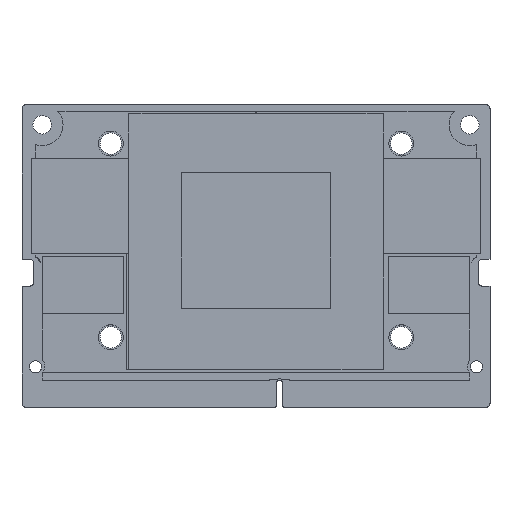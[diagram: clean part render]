
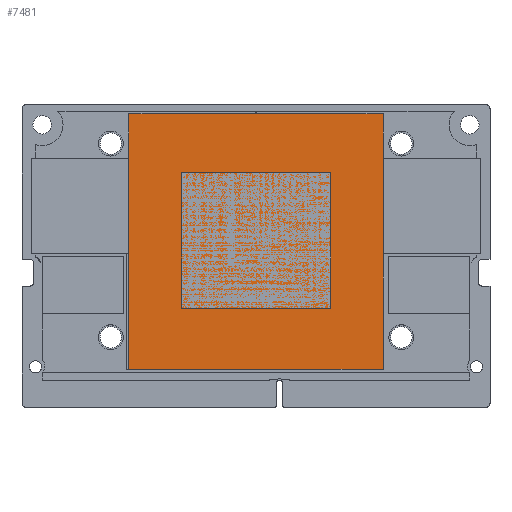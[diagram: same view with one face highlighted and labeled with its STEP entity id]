
A CAD part, top view. The second image highlights one B-rep face of the part: STEP entity #7481.
In plain terms, the highlighted planar face has unit normal (0, 0, 1).
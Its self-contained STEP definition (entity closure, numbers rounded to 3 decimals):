
#7354=DIRECTION('',(0.,1.,0.));
#7355=VECTOR('',#7354,38.01);
#7356=CARTESIAN_POINT('',(51.7,-0.35,3.826));
#7357=LINE('',#7356,#7355);
#7361=DIRECTION('',(1.,0.,0.));
#7362=VECTOR('',#7361,37.8);
#7363=CARTESIAN_POINT('',(13.9,-0.35,3.826));
#7364=LINE('',#7363,#7362);
#7368=DIRECTION('',(0.,-1.,0.));
#7369=VECTOR('',#7368,38.01);
#7370=CARTESIAN_POINT('',(13.9,37.66,3.826));
#7371=LINE('',#7370,#7369);
#7375=DIRECTION('',(-1.,0.,0.));
#7376=VECTOR('',#7375,37.8);
#7377=CARTESIAN_POINT('',(51.7,37.66,3.826));
#7378=LINE('',#7377,#7376);
#7386=CARTESIAN_POINT('',(13.9,-0.35,3.826));
#7387=CARTESIAN_POINT('',(51.7,-0.35,3.826));
#7388=VERTEX_POINT('',#7386);
#7389=VERTEX_POINT('',#7387);
#7394=CARTESIAN_POINT('',(51.7,37.66,3.826));
#7395=VERTEX_POINT('',#7394);
#7396=CARTESIAN_POINT('',(13.9,37.66,3.826));
#7397=VERTEX_POINT('',#7396);
#7470=CARTESIAN_POINT('',(0.,0.,3.826));
#7471=DIRECTION('',(0.,0.,1.));
#7472=DIRECTION('',(0.,1.,0.));
#7473=AXIS2_PLACEMENT_3D('',#7470,#7471,#7472);
#7474=PLANE('',#7473);
#7475=ORIENTED_EDGE('',*,*,#7422,.F.);
#7476=ORIENTED_EDGE('',*,*,#7437,.F.);
#7477=ORIENTED_EDGE('',*,*,#7451,.F.);
#7478=ORIENTED_EDGE('',*,*,#7464,.F.);
#7479=EDGE_LOOP('',(#7475,#7476,#7477,#7478));
#7480=FACE_OUTER_BOUND('',#7479,.F.);
#7481=ADVANCED_FACE('',(#7480),#7474,.T.);
#7422=EDGE_CURVE('',#7389,#7395,#7357,.T.);
#7437=EDGE_CURVE('',#7388,#7389,#7364,.T.);
#7451=EDGE_CURVE('',#7397,#7388,#7371,.T.);
#7464=EDGE_CURVE('',#7395,#7397,#7378,.T.);
